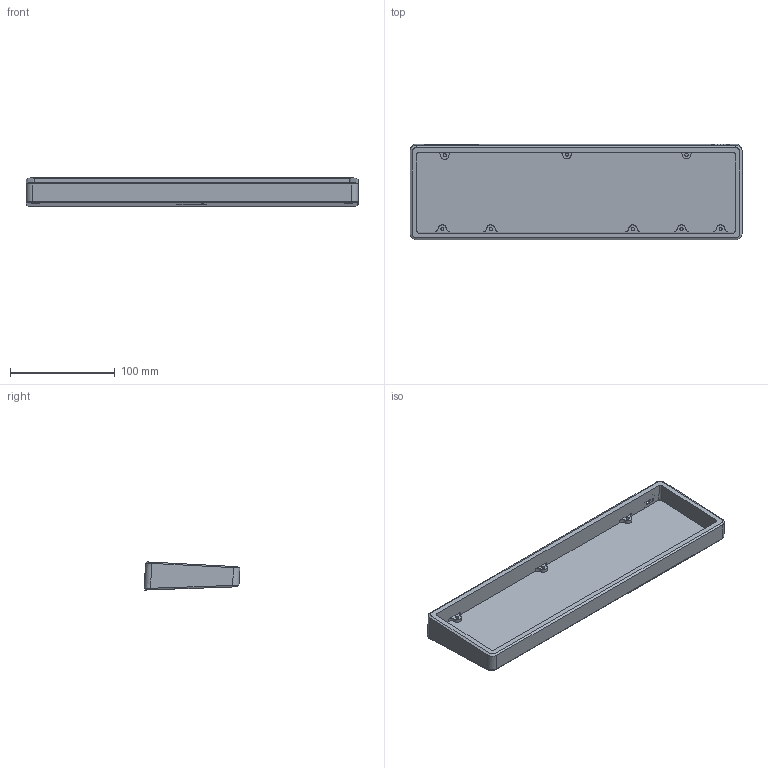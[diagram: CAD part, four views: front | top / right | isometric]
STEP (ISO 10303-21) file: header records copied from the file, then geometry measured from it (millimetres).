
FILE_DESCRIPTION(/* description */ (''),/* implementation_level */ '2;1');
FILE_NAME(/* name */ 'soroka_6degree.step',/* time_stamp */ '2024-01-30T00:27:18+06:00',/* author */ (''),/* organization */ (''),/* preprocessor_version */ 'ST-DEVELOPER v20',/* originating_system */ 'Autodesk Translation Framework v12.14.0.127',/* authorisation */ '');
FILE_SCHEMA (('AUTOMOTIVE_DESIGN { 1 0 10303 214 3 1 1 }'));
Length unit declared in the file: millimetre
Products named in the file (1): soroka_6degree_uf
Bounding box: 317.2 x 91.35 x 26.83 mm (x, y, z)
Volume: 234724.5 mm3; surface area: 89409.7 mm2
Topology: 1 solids, 1 shells, 336 faces, 905 edges, 595 vertices
Faces by surface type: bspline 186, plane 92, cylinder 49, cone 9
Full cylindrical faces by diameter (mm): 3.1 x8, 8.15 x4, 15 x1
Entity records: 11020 total; most frequent: CARTESIAN_POINT 4023, ORIENTED_EDGE 1810, DIRECTION 938, EDGE_CURVE 905, VERTEX_POINT 595, LINE 430, VECTOR 430, EDGE_LOOP 362
